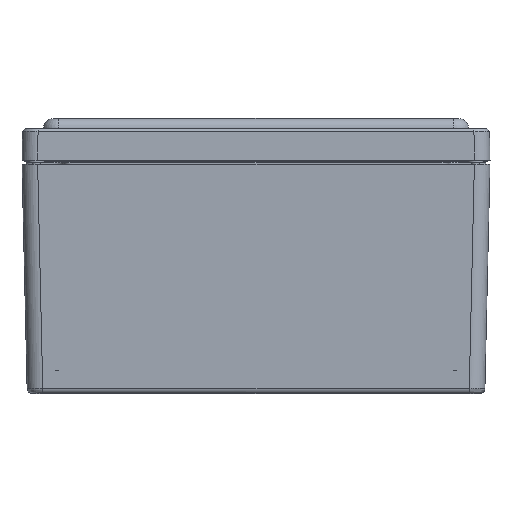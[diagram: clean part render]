
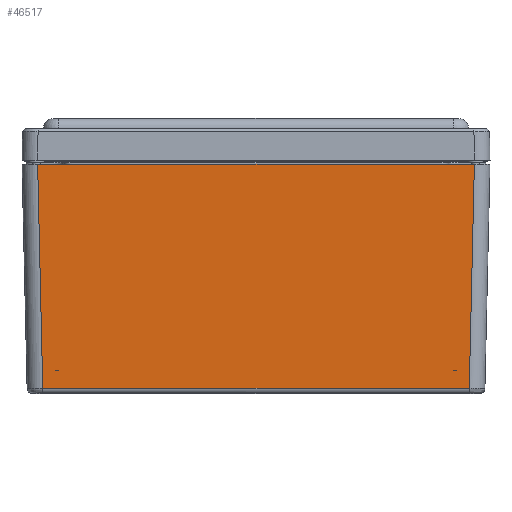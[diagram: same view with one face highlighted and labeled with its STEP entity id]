
A CAD part, front view. The second image highlights one B-rep face of the part: STEP entity #46517.
In plain terms, the highlighted planar face has unit normal (0, -1, -0.023).
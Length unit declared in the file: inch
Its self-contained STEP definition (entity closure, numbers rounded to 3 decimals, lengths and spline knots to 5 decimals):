
#2983 = CARTESIAN_POINT ( 'NONE',  ( 5.23428, -6.60919, 5.5 ) ) ;
#6478 = EDGE_CURVE ( 'NONE', #16594, #33397, #24812, .T. ) ;
#7906 = DIRECTION ( 'NONE',  ( 0., -0.023, 1. ) ) ;
#9189 = VERTEX_POINT ( 'NONE', #45441 ) ;
#14629 = CARTESIAN_POINT ( 'NONE',  ( -5.23428, -6.60919, 5.5 ) ) ;
#16594 = VERTEX_POINT ( 'NONE', #2983 ) ;
#17761 = PLANE ( 'NONE',  #46797 ) ;
#18375 = CARTESIAN_POINT ( 'NONE',  ( 5.48438, -6.48438, 0. ) ) ;
#19617 = DIRECTION ( 'NONE',  ( 0.023, 0.023, -0.999 ) ) ;
#20532 = EDGE_CURVE ( 'NONE', #33397, #43814, #52969, .T. ) ;
#24812 = LINE ( 'NONE', #46293, #44386 ) ;
#24924 = VECTOR ( 'NONE', #62474, 39.37008 ) ;
#25484 = LINE ( 'NONE', #14629, #62340 ) ;
#25642 = ORIENTED_EDGE ( 'NONE', *, *, #6478, .F. ) ;
#27531 = DIRECTION ( 'NONE',  ( -0.023, 0.023, -0.999 ) ) ;
#27640 = FACE_OUTER_BOUND ( 'NONE', #43871, .T. ) ;
#29095 = CARTESIAN_POINT ( 'NONE',  ( 5.11224, -6.48715, 0.12216 ) ) ;
#30164 = ORIENTED_EDGE ( 'NONE', *, *, #58309, .T. ) ;
#33397 = VERTEX_POINT ( 'NONE', #29095 ) ;
#35127 = CARTESIAN_POINT ( 'NONE',  ( -5.11224, -6.48715, 0.12216 ) ) ;
#36655 = DIRECTION ( 'NONE',  ( 0., -1., -0.023 ) ) ;
#36752 = DIRECTION ( 'NONE',  ( -1., 0., 0. ) ) ;
#40137 = EDGE_CURVE ( 'NONE', #16594, #9189, #50472, .T. ) ;
#40978 = CARTESIAN_POINT ( 'NONE',  ( 2.74219, -6.48715, 0.12216 ) ) ;
#41699 = VECTOR ( 'NONE', #36752, 39.37008 ) ;
#42402 = ORIENTED_EDGE ( 'NONE', *, *, #20532, .F. ) ;
#43151 = CARTESIAN_POINT ( 'NONE',  ( 5.48438, -6.60919, 5.5 ) ) ;
#43814 = VERTEX_POINT ( 'NONE', #35127 ) ;
#43871 = EDGE_LOOP ( 'NONE', ( #53148, #30164, #42402, #25642 ) ) ;
#44386 = VECTOR ( 'NONE', #27531, 39.37008 ) ;
#45441 = CARTESIAN_POINT ( 'NONE',  ( -5.23428, -6.60919, 5.5 ) ) ;
#46293 = CARTESIAN_POINT ( 'NONE',  ( 5.10633, -6.48123, -0.1385 ) ) ;
#46517 = ADVANCED_FACE ( 'NONE', ( #27640 ), #17761, .T. ) ;
#46797 = AXIS2_PLACEMENT_3D ( 'NONE', #18375, #36655, #7906 ) ;
#50472 = LINE ( 'NONE', #43151, #24924 ) ;
#52969 = LINE ( 'NONE', #40978, #41699 ) ;
#53148 = ORIENTED_EDGE ( 'NONE', *, *, #40137, .T. ) ;
#58309 = EDGE_CURVE ( 'NONE', #9189, #43814, #25484, .T. ) ;
#62340 = VECTOR ( 'NONE', #19617, 39.37008 ) ;
#62474 = DIRECTION ( 'NONE',  ( -1., 0., 0. ) ) ;
